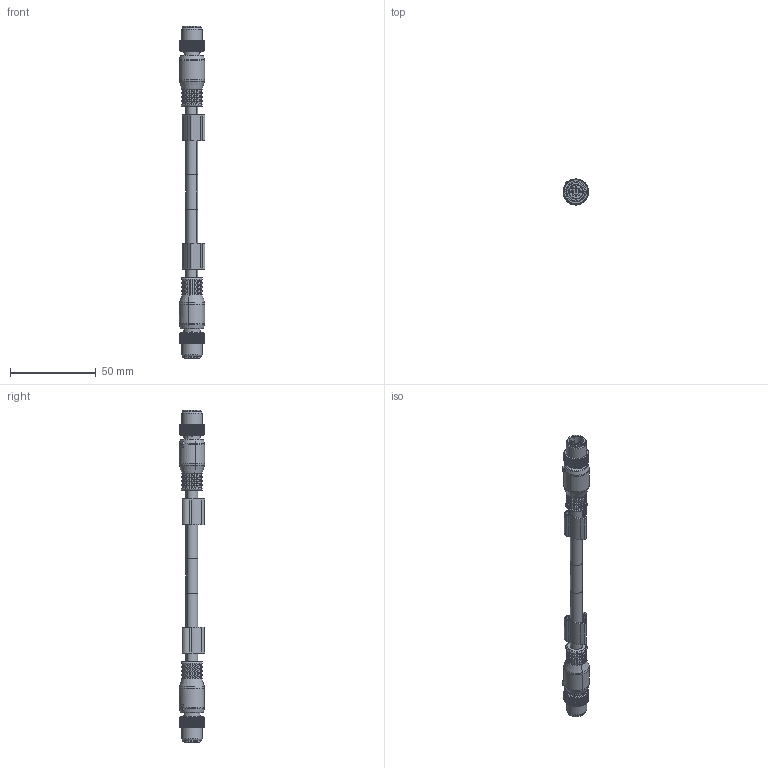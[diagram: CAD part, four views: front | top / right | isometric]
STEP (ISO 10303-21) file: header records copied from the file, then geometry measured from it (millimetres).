
FILE_DESCRIPTION(('CATIA V5 STEP Exchange','CAx-IF Rec.Pracs.--- Model Styling and Organization---1.5--- 2016-08-15','CAx-IF Rec.Pracs.---Supplemental Geometry---1.0---2011-11-01','CAx-IF Rec.Pracs.--- Composite Materials ---1.1---2010-07-15'),'2;1');
FILE_NAME ('453638-2_0', '2025-07-08T06:52:56+00:00', ('none'), ('Weidmueller'), 'CATIA Version 5-6 Release 2022 SP4 HF5', 'CATIA V5 STEP AP214 v3', 'none');
FILE_SCHEMA(('AUTOMOTIVE_DESIGN { 1 0 10303 214 1 1 1 1 }'));
Products named in the file (1): 1217040000
Bounding box: 15.05 x 15.04 x 194 mm (x, y, z)
Volume: 16419 mm3; surface area: 13668.4 mm2
Topology: 1 solids, 33 shells, 1748 faces, 4633 edges, 2947 vertices
Faces by surface type: cylinder 694, plane 532, cone 260, torus 234, sphere 24, bspline 4
Entity records: 53460 total; most frequent: CARTESIAN_POINT 14484, ORIENTED_EDGE 9178, DIRECTION 5710, EDGE_CURVE 4589, VERTEX_POINT 2947, AXIS2_PLACEMENT_3D 2939, EDGE_LOOP 1876, CIRCLE 1843
